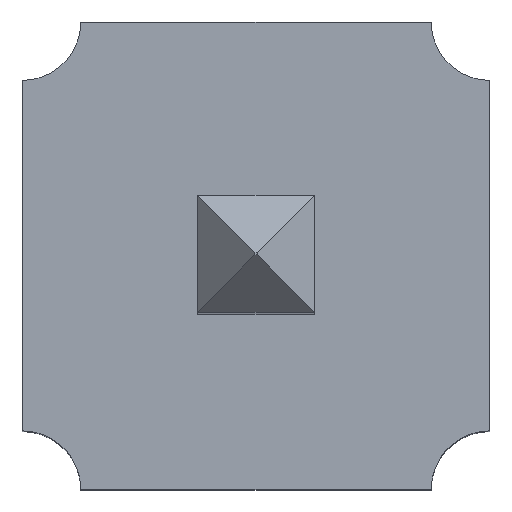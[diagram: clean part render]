
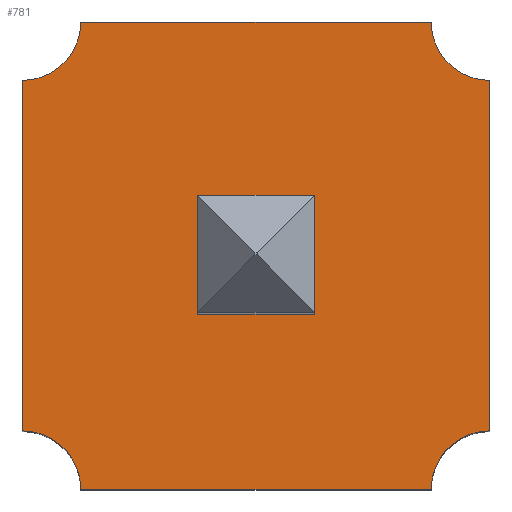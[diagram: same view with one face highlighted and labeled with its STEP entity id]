
A CAD part, top view. The second image highlights one B-rep face of the part: STEP entity #781.
In plain terms, the highlighted planar face has unit normal (0, 0, 1).
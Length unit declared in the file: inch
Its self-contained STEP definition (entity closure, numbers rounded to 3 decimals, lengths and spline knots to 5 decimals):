
#4 = CARTESIAN_POINT ( 'NONE',  ( 0.05, 0.0375, 0.045 ) ) ;
#29 = DIRECTION ( 'NONE',  ( 0., -1., 0. ) ) ;
#39 = AXIS2_PLACEMENT_3D ( 'NONE', #336, #111, #474 ) ;
#52 = CARTESIAN_POINT ( 'NONE',  ( -0.05, 0.05, 0.045 ) ) ;
#76 = LINE ( 'NONE', #770, #137 ) ;
#91 = EDGE_CURVE ( 'NONE', #174, #373, #225, .T. ) ;
#108 = EDGE_CURVE ( 'NONE', #149, #511, #76, .T. ) ;
#111 = DIRECTION ( 'NONE',  ( 0., 0., -1. ) ) ;
#128 = CARTESIAN_POINT ( 'NONE',  ( -0.0125, -0.0125, 0.045 ) ) ;
#137 = VECTOR ( 'NONE', #674, 39.37008 ) ;
#143 = CIRCLE ( 'NONE', #269, 0.0125 ) ;
#146 = CARTESIAN_POINT ( 'NONE',  ( -0.0375, 0.05, 0.045 ) ) ;
#149 = VERTEX_POINT ( 'NONE', #367 ) ;
#173 = VERTEX_POINT ( 'NONE', #146 ) ;
#174 = VERTEX_POINT ( 'NONE', #607 ) ;
#182 = ORIENTED_EDGE ( 'NONE', *, *, #933, .F. ) ;
#184 = CARTESIAN_POINT ( 'NONE',  ( 0.0125, 0.0125, 0.045 ) ) ;
#189 = CARTESIAN_POINT ( 'NONE',  ( -0.0125, -0.0125, 0.045 ) ) ;
#192 = CARTESIAN_POINT ( 'NONE',  ( 0.0125, -0.0125, 0.045 ) ) ;
#212 = LINE ( 'NONE', #463, #402 ) ;
#213 = CIRCLE ( 'NONE', #590, 0.0125 ) ;
#225 = LINE ( 'NONE', #529, #324 ) ;
#240 = DIRECTION ( 'NONE',  ( 1., 0., 0. ) ) ;
#258 = DIRECTION ( 'NONE',  ( 0., 0., 1. ) ) ;
#262 = DIRECTION ( 'NONE',  ( -1., 0., 0. ) ) ;
#269 = AXIS2_PLACEMENT_3D ( 'NONE', #720, #258, #240 ) ;
#286 = LINE ( 'NONE', #851, #469 ) ;
#324 = VECTOR ( 'NONE', #614, 39.37008 ) ;
#336 = CARTESIAN_POINT ( 'NONE',  ( 0.05, 0.05, 0.045 ) ) ;
#367 = CARTESIAN_POINT ( 'NONE',  ( -0.05, -0.0375, 0.045 ) ) ;
#373 = VERTEX_POINT ( 'NONE', #962 ) ;
#383 = EDGE_CURVE ( 'NONE', #562, #575, #143, .T. ) ;
#388 = ORIENTED_EDGE ( 'NONE', *, *, #560, .F. ) ;
#394 = VERTEX_POINT ( 'NONE', #4 ) ;
#398 = CARTESIAN_POINT ( 'NONE',  ( 0.05, -0.0375, 0.045 ) ) ;
#402 = VECTOR ( 'NONE', #29, 39.37008 ) ;
#412 = DIRECTION ( 'NONE',  ( 1., 0., 0. ) ) ;
#417 = DIRECTION ( 'NONE',  ( 1., 0., 0. ) ) ;
#419 = LINE ( 'NONE', #574, #743 ) ;
#422 = ORIENTED_EDGE ( 'NONE', *, *, #429, .F. ) ;
#429 = EDGE_CURVE ( 'NONE', #818, #870, #906, .T. ) ;
#442 = FACE_BOUND ( 'NONE', #688, .T. ) ;
#455 = CIRCLE ( 'NONE', #39, 0.0125 ) ;
#463 = CARTESIAN_POINT ( 'NONE',  ( 0.05, 0.0375, 0.045 ) ) ;
#466 = LINE ( 'NONE', #189, #628 ) ;
#469 = VECTOR ( 'NONE', #262, 39.37008 ) ;
#474 = DIRECTION ( 'NONE',  ( 1., 0., 0. ) ) ;
#477 = EDGE_CURVE ( 'NONE', #575, #844, #286, .T. ) ;
#486 = DIRECTION ( 'NONE',  ( 0., 0., -1. ) ) ;
#492 = ORIENTED_EDGE ( 'NONE', *, *, #108, .F. ) ;
#493 = CARTESIAN_POINT ( 'NONE',  ( -0.05, -0.05, 0.045 ) ) ;
#511 = VERTEX_POINT ( 'NONE', #704 ) ;
#529 = CARTESIAN_POINT ( 'NONE',  ( 0., 0.0125, 0.045 ) ) ;
#538 = AXIS2_PLACEMENT_3D ( 'NONE', #52, #486, #412 ) ;
#548 = ORIENTED_EDGE ( 'NONE', *, *, #823, .F. ) ;
#559 = CARTESIAN_POINT ( 'NONE',  ( 0.0375, 0.05, 0.045 ) ) ;
#560 = EDGE_CURVE ( 'NONE', #174, #818, #466, .T. ) ;
#562 = VERTEX_POINT ( 'NONE', #398 ) ;
#564 = FACE_OUTER_BOUND ( 'NONE', #930, .T. ) ;
#574 = CARTESIAN_POINT ( 'NONE',  ( -0.0375, 0.05, 0.045 ) ) ;
#575 = VERTEX_POINT ( 'NONE', #874 ) ;
#576 = VECTOR ( 'NONE', #788, 39.37008 ) ;
#590 = AXIS2_PLACEMENT_3D ( 'NONE', #493, #984, #417 ) ;
#607 = CARTESIAN_POINT ( 'NONE',  ( -0.0125, 0.0125, 0.045 ) ) ;
#608 = ORIENTED_EDGE ( 'NONE', *, *, #721, .F. ) ;
#614 = DIRECTION ( 'NONE',  ( 1., 0., 0. ) ) ;
#621 = CIRCLE ( 'NONE', #538, 0.0125 ) ;
#628 = VECTOR ( 'NONE', #867, 39.37008 ) ;
#649 = AXIS2_PLACEMENT_3D ( 'NONE', #882, #723, #968 ) ;
#674 = DIRECTION ( 'NONE',  ( 0., 1., 0. ) ) ;
#681 = VERTEX_POINT ( 'NONE', #559 ) ;
#683 = ORIENTED_EDGE ( 'NONE', *, *, #795, .F. ) ;
#684 = ORIENTED_EDGE ( 'NONE', *, *, #853, .T. ) ;
#688 = EDGE_LOOP ( 'NONE', ( #388, #913, #683, #422 ) ) ;
#704 = CARTESIAN_POINT ( 'NONE',  ( -0.05, 0.0375, 0.045 ) ) ;
#719 = PLANE ( 'NONE',  #649 ) ;
#720 = CARTESIAN_POINT ( 'NONE',  ( 0.05, -0.05, 0.045 ) ) ;
#721 = EDGE_CURVE ( 'NONE', #173, #681, #419, .T. ) ;
#723 = DIRECTION ( 'NONE',  ( 0., 0., 1. ) ) ;
#743 = VECTOR ( 'NONE', #983, 39.37008 ) ;
#770 = CARTESIAN_POINT ( 'NONE',  ( -0.05, -0.0375, 0.045 ) ) ;
#781 = ADVANCED_FACE ( 'NONE', ( #442, #564 ), #719, .T. ) ;
#786 = DIRECTION ( 'NONE',  ( 0., 1., 0. ) ) ;
#788 = DIRECTION ( 'NONE',  ( 1., 0., 0. ) ) ;
#795 = EDGE_CURVE ( 'NONE', #870, #373, #847, .T. ) ;
#807 = CARTESIAN_POINT ( 'NONE',  ( -0.0375, -0.05, 0.045 ) ) ;
#818 = VERTEX_POINT ( 'NONE', #128 ) ;
#823 = EDGE_CURVE ( 'NONE', #844, #149, #213, .T. ) ;
#824 = ORIENTED_EDGE ( 'NONE', *, *, #903, .T. ) ;
#828 = CARTESIAN_POINT ( 'NONE',  ( 0.0125, -0.0125, 0.045 ) ) ;
#844 = VERTEX_POINT ( 'NONE', #807 ) ;
#847 = LINE ( 'NONE', #184, #849 ) ;
#849 = VECTOR ( 'NONE', #786, 39.37008 ) ;
#851 = CARTESIAN_POINT ( 'NONE',  ( 0.0375, -0.05, 0.045 ) ) ;
#853 = EDGE_CURVE ( 'NONE', #173, #511, #621, .T. ) ;
#867 = DIRECTION ( 'NONE',  ( 0., -1., 0. ) ) ;
#870 = VERTEX_POINT ( 'NONE', #192 ) ;
#874 = CARTESIAN_POINT ( 'NONE',  ( 0.0375, -0.05, 0.045 ) ) ;
#882 = CARTESIAN_POINT ( 'NONE',  ( 0., 0., 0.045 ) ) ;
#903 = EDGE_CURVE ( 'NONE', #394, #681, #455, .T. ) ;
#906 = LINE ( 'NONE', #828, #576 ) ;
#913 = ORIENTED_EDGE ( 'NONE', *, *, #91, .T. ) ;
#924 = ORIENTED_EDGE ( 'NONE', *, *, #383, .F. ) ;
#930 = EDGE_LOOP ( 'NONE', ( #824, #608, #684, #492, #548, #996, #924, #182 ) ) ;
#933 = EDGE_CURVE ( 'NONE', #394, #562, #212, .T. ) ;
#962 = CARTESIAN_POINT ( 'NONE',  ( 0.0125, 0.0125, 0.045 ) ) ;
#968 = DIRECTION ( 'NONE',  ( 1., 0., 0. ) ) ;
#983 = DIRECTION ( 'NONE',  ( 1., 0., 0. ) ) ;
#984 = DIRECTION ( 'NONE',  ( 0., 0., 1. ) ) ;
#996 = ORIENTED_EDGE ( 'NONE', *, *, #477, .F. ) ;
